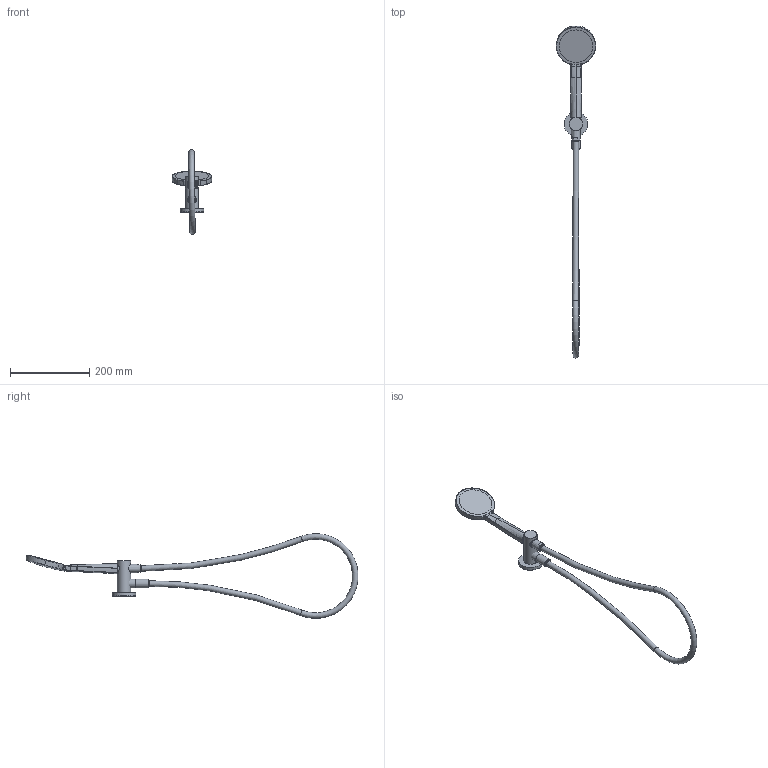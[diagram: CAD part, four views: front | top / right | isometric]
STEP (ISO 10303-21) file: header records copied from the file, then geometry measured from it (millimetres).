
FILE_DESCRIPTION (( 'STEP AP203' ), '1' );
FILE_NAME ('27803660-00.STEP', '2019-07-17T04:56:46', ( '' ), ( '' ), 'SwSTEP 2.0', 'SolidWorks 2017', '' );
FILE_SCHEMA (( 'CONFIG_CONTROL_DESIGN' ));
Length unit declared in the file: millimetre
Products named in the file (8): Planungsmodell_Schlauch-+-09.30.02.072-01_ _K15; Planungsmodell_Steckhuelse-+-09.18.40.216.90-01; 27803660-00; Planungsmodell_Gehaeuse-+-09.12.11.143-01_K1; Planungsmodell_Anschluss-+-09.11.03.124.90-01; Planungsmodell_Rohr_gerade-+-28.568.780-10_ _K257_60x9; Planungsmodell_Rohr_gerade-+-28.568.780-10_ _K84_85x9; Planungsmodell_Rohr_gerade-+-28.568.780-10_ _K249_22x31
Assembly tree (8 placements, depth 2):
  27803660-00
    Planungsmodell_Anschluss-+-09.11.03.124.90-01
    Planungsmodell_Rohr_gerade-+-28.568.780-10_ _K257_60x9
    Planungsmodell_Rohr_gerade-+-28.568.780-10_ _K249_22x31  x2
    Planungsmodell_Steckhuelse-+-09.18.40.216.90-01
    Planungsmodell_Gehaeuse-+-09.12.11.143-01_K1
    Planungsmodell_Rohr_gerade-+-28.568.780-10_ _K84_85x9
    Planungsmodell_Schlauch-+-09.30.02.072-01_ _K15
Bounding box: 99.99 x 838.76 x 213.81 mm (x, y, z)
Volume: 541198 mm3; surface area: 130062.2 mm2
Topology: 8 solids, 8 shells, 188 faces, 401 edges, 233 vertices
Faces by surface type: bspline 138, plane 27, cylinder 14, torus 6, cone 2, sphere 1
Full cylindrical faces by diameter (mm): 16 x1, 16.5 x1, 22 x3, 33.5 x1, 60 x1, 85 x1
Entity records: 13972 total; most frequent: CARTESIAN_POINT 10283, ORIENTED_EDGE 750, EDGE_CURVE 375, DIRECTION 287, B_SPLINE_CURVE_WITH_KNOTS 226, VERTEX_POINT 225, EDGE_LOOP 206, FACE_OUTER_BOUND 198
